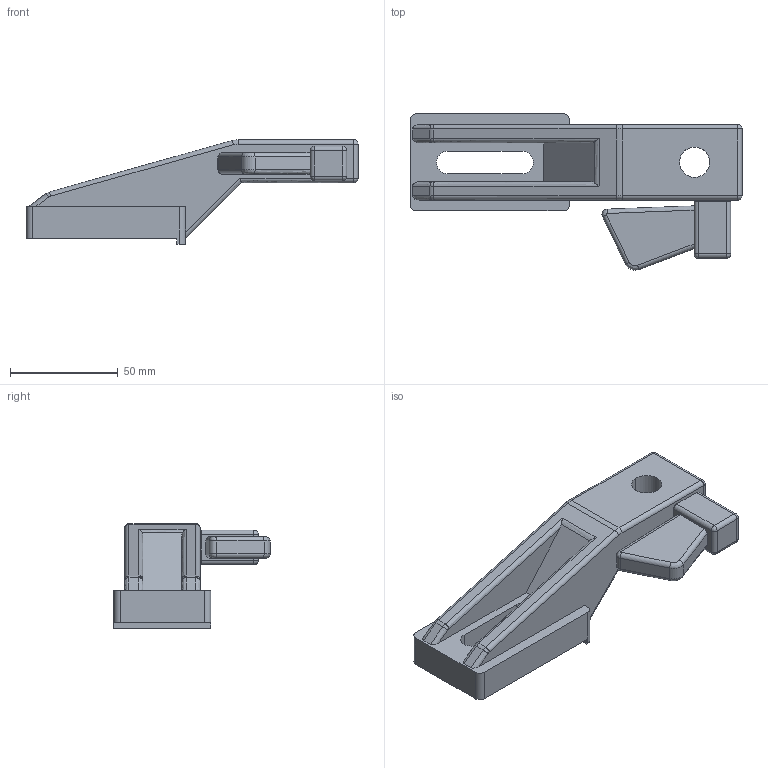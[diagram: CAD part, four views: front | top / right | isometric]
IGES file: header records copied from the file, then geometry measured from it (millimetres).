
Start section:  PTC IGES file: S008850740.igs
Global section: file name: S008850740.igs; native system: Pro/ENGINEER by Parametric Technology Corporation; preprocessor: 2009380; author: rcru51; organization: Rex Nord Marbet spa; date: 20100120.114932; units: millimetre
Bounding box: 154 x 72.5 x 48.5 mm (x, y, z)
Surface area: 29730.6 mm2 (no closed solid volume)
Topology: 0 solids, 0 shells, 101 faces, 484 edges, 484 vertices
Faces by surface type: revolution 64, bspline 37
